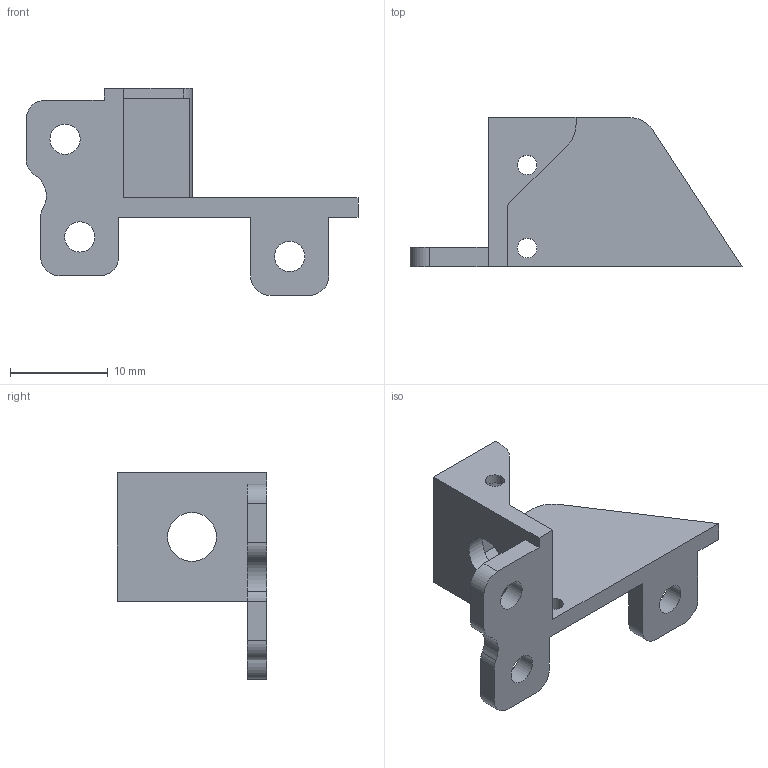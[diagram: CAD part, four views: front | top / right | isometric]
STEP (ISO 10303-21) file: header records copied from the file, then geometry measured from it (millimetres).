
FILE_DESCRIPTION(/* description */ (''),/* implementation_level */ '2;1');
FILE_NAME(/* name */ 'Motorhalter_left.stp',/* time_stamp */ '2021-12-03T11:50:58+01:00',/* author */ ('lucie'),/* organization */ (''),/* preprocessor_version */ 'ST-DEVELOPER v18.1',/* originating_system */ 'Autodesk Inventor 2021',/* authorisation */ '');
FILE_SCHEMA (('AUTOMOTIVE_DESIGN { 1 0 10303 214 3 1 1 }'));
Length unit declared in the file: millimetre
Products named in the file (1): Motorhalter_v2_MIR
Bounding box: 34 x 15.3 x 21.2 mm (x, y, z)
Volume: 1455.5 mm3; surface area: 1866.1 mm2
Topology: 1 solids, 1 shells, 39 faces, 112 edges, 75 vertices
Faces by surface type: plane 22, cylinder 17
Full cylindrical faces by diameter (mm): 2 x3, 3.1 x3, 5 x1
Entity records: 1359 total; most frequent: DIRECTION 228, CARTESIAN_POINT 227, ORIENTED_EDGE 224, EDGE_CURVE 112, LINE 76, VECTOR 76, AXIS2_PLACEMENT_3D 76, VERTEX_POINT 75
